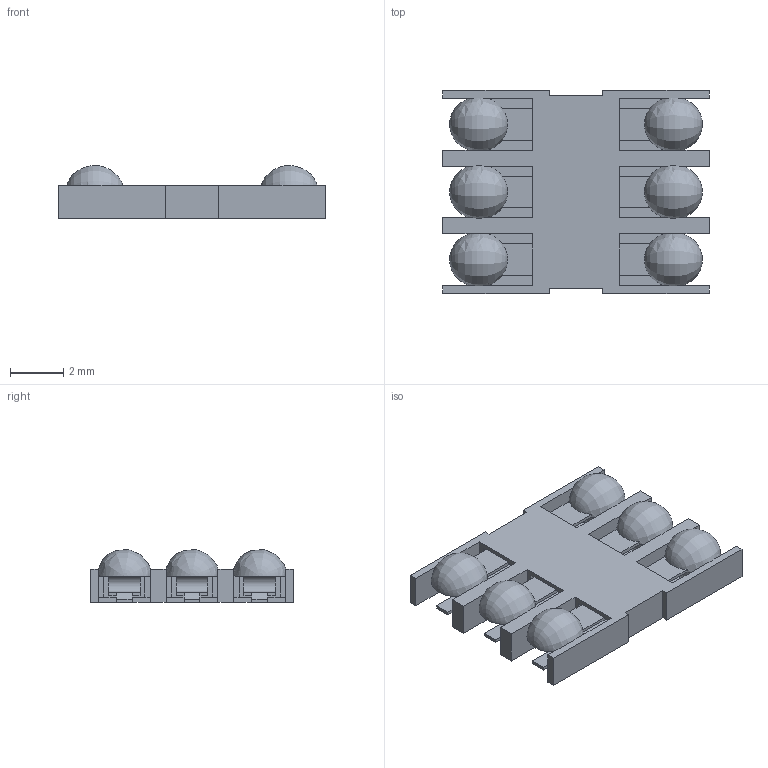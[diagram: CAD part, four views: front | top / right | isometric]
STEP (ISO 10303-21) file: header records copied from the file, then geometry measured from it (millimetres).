
FILE_DESCRIPTION(('FreeCAD Model'),'2;1');
FILE_NAME('Open CASCADE Shape Model','2024-11-13T20:07:41',( 'kicad StepUp'),('ksu MCAD'),'Open CASCADE STEP processor 7.6', 'FreeCAD','Unknown');
FILE_SCHEMA(('AUTOMOTIVE_DESIGN { 1 0 10303 214 1 1 1 1 }'));
Length unit declared in the file: millimetre
Products named in the file (1): Compound_sp
Bounding box: 10 x 7.62 x 1.98 mm (x, y, z)
Volume: 56.2 mm3; surface area: 402.5 mm2
Topology: 1 solids, 1 shells, 194 faces, 756 edges, 516 vertices
Faces by surface type: plane 170, cylinder 12, revolution 12
Entity records: 12644 total; most frequent: CARTESIAN_POINT 4941, ORIENTED_EDGE 1476, DIRECTION 1176, EDGE_CURVE 738, LINE 558, VECTOR 558, VERTEX_POINT 516, AXIS2_PLACEMENT_3D 303
